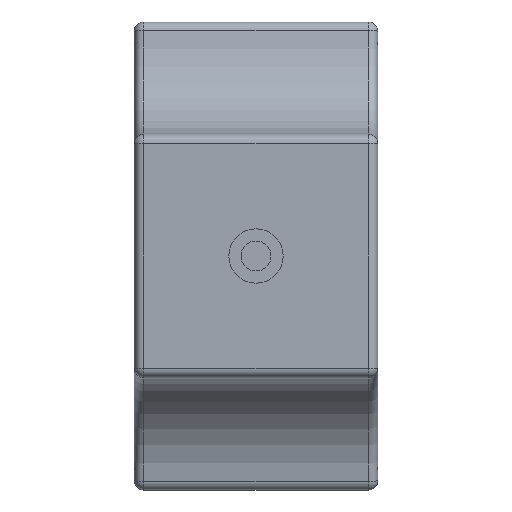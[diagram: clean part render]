
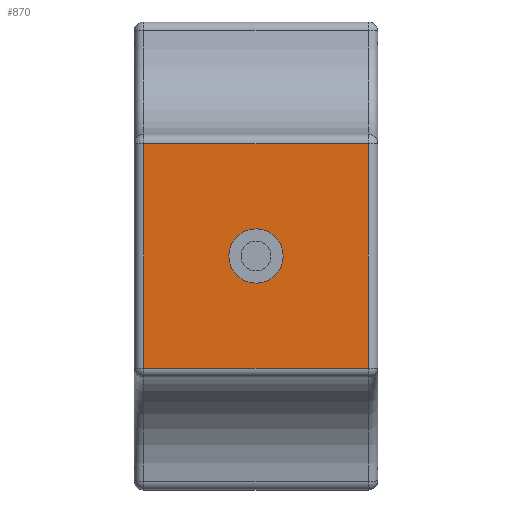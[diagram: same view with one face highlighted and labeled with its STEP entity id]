
A CAD part, left-side view. The second image highlights one B-rep face of the part: STEP entity #870.
In plain terms, the highlighted planar face has unit normal (-1, 0, 0).
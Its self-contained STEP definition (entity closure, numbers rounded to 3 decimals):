
#3 = CARTESIAN_POINT ( 'NONE',  ( -13., 1., -12. ) ) ;
#4 = DIRECTION ( 'NONE',  ( 0., 0., 1. ) ) ;
#79 = CARTESIAN_POINT ( 'NONE',  ( -13., 1., -13. ) ) ;
#127 = DIRECTION ( 'NONE',  ( -1., 0., 0. ) ) ;
#297 = FACE_OUTER_BOUND ( 'NONE', #1314, .T. ) ;
#410 = CARTESIAN_POINT ( 'NONE',  ( -13., 13., -2.9 ) ) ;
#484 = LINE ( 'NONE', #4223, #3947 ) ;
#526 = FACE_BOUND ( 'NONE', #3506, .T. ) ;
#557 = EDGE_CURVE ( 'NONE', #606, #3535, #1724, .T. ) ;
#563 = VECTOR ( 'NONE', #1823, 1000. ) ;
#606 = VERTEX_POINT ( 'NONE', #3886 ) ;
#766 = VECTOR ( 'NONE', #3754, 1000. ) ;
#773 = DIRECTION ( 'NONE',  ( 0., 0., 1. ) ) ;
#853 = DIRECTION ( 'NONE',  ( 0., -1., 0. ) ) ;
#870 = ADVANCED_FACE ( 'NONE', ( #297, #526 ), #2727, .F. ) ;
#1133 = CARTESIAN_POINT ( 'NONE',  ( -13., 13., 0. ) ) ;
#1314 = EDGE_LOOP ( 'NONE', ( #1617, #3851, #1423, #2681 ) ) ;
#1423 = ORIENTED_EDGE ( 'NONE', *, *, #2158, .T. ) ;
#1430 = VERTEX_POINT ( 'NONE', #410 ) ;
#1464 = CIRCLE ( 'NONE', #2279, 2.9 ) ;
#1477 = EDGE_CURVE ( 'NONE', #2855, #1430, #1464, .T. ) ;
#1554 = CARTESIAN_POINT ( 'NONE',  ( -13., 25., -12. ) ) ;
#1555 = AXIS2_PLACEMENT_3D ( 'NONE', #3095, #3415, #3426 ) ;
#1617 = ORIENTED_EDGE ( 'NONE', *, *, #4193, .T. ) ;
#1724 = LINE ( 'NONE', #3486, #563 ) ;
#1746 = DIRECTION ( 'NONE',  ( -1., 0., 0. ) ) ;
#1823 = DIRECTION ( 'NONE',  ( 0., 0., -1. ) ) ;
#2013 = EDGE_CURVE ( 'NONE', #2720, #3790, #2130, .T. ) ;
#2086 = CARTESIAN_POINT ( 'NONE',  ( -13., 26., 12. ) ) ;
#2130 = LINE ( 'NONE', #79, #3606 ) ;
#2138 = ORIENTED_EDGE ( 'NONE', *, *, #3385, .F. ) ;
#2158 = EDGE_CURVE ( 'NONE', #3790, #606, #3555, .T. ) ;
#2274 = CIRCLE ( 'NONE', #3756, 2.9 ) ;
#2279 = AXIS2_PLACEMENT_3D ( 'NONE', #3462, #1746, #773 ) ;
#2289 = CARTESIAN_POINT ( 'NONE',  ( -13., 1., 12. ) ) ;
#2681 = ORIENTED_EDGE ( 'NONE', *, *, #557, .T. ) ;
#2720 = VERTEX_POINT ( 'NONE', #3 ) ;
#2727 = PLANE ( 'NONE',  #1555 ) ;
#2763 = CARTESIAN_POINT ( 'NONE',  ( -13., 13., 2.9 ) ) ;
#2855 = VERTEX_POINT ( 'NONE', #2763 ) ;
#3095 = CARTESIAN_POINT ( 'NONE',  ( -13., 26., -13. ) ) ;
#3158 = DIRECTION ( 'NONE',  ( 0., 0., 1. ) ) ;
#3385 = EDGE_CURVE ( 'NONE', #1430, #2855, #2274, .T. ) ;
#3415 = DIRECTION ( 'NONE',  ( 1., 0., 0. ) ) ;
#3426 = DIRECTION ( 'NONE',  ( 0., 0., -1. ) ) ;
#3462 = CARTESIAN_POINT ( 'NONE',  ( -13., 13., 0. ) ) ;
#3486 = CARTESIAN_POINT ( 'NONE',  ( -13., 25., -13. ) ) ;
#3506 = EDGE_LOOP ( 'NONE', ( #4292, #2138 ) ) ;
#3535 = VERTEX_POINT ( 'NONE', #1554 ) ;
#3555 = LINE ( 'NONE', #2086, #766 ) ;
#3606 = VECTOR ( 'NONE', #4, 1000. ) ;
#3754 = DIRECTION ( 'NONE',  ( 0., 1., 0. ) ) ;
#3756 = AXIS2_PLACEMENT_3D ( 'NONE', #1133, #127, #3158 ) ;
#3790 = VERTEX_POINT ( 'NONE', #2289 ) ;
#3851 = ORIENTED_EDGE ( 'NONE', *, *, #2013, .T. ) ;
#3886 = CARTESIAN_POINT ( 'NONE',  ( -13., 25., 12. ) ) ;
#3947 = VECTOR ( 'NONE', #853, 1000. ) ;
#4193 = EDGE_CURVE ( 'NONE', #3535, #2720, #484, .T. ) ;
#4223 = CARTESIAN_POINT ( 'NONE',  ( -13., 26., -12. ) ) ;
#4292 = ORIENTED_EDGE ( 'NONE', *, *, #1477, .F. ) ;
